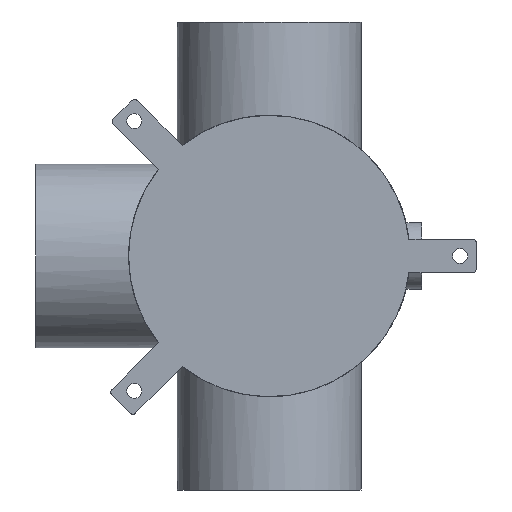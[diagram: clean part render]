
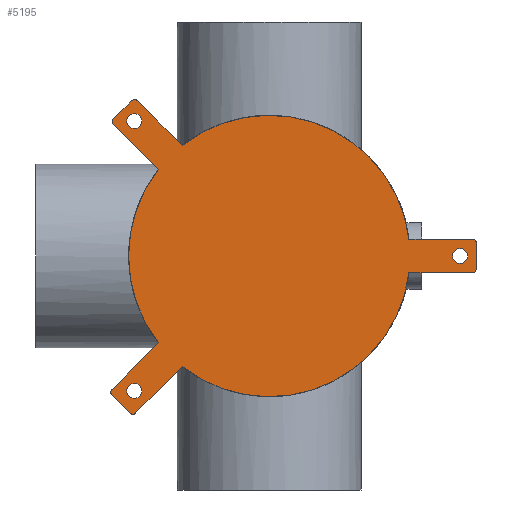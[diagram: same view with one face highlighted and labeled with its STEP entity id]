
A CAD part, front view. The second image highlights one B-rep face of the part: STEP entity #5195.
In plain terms, the highlighted planar face has unit normal (0, -1, 0).
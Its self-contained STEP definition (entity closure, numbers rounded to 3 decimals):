
#299=LINE('',#14014,#603);
#303=LINE('',#14026,#607);
#307=LINE('',#14036,#611);
#308=LINE('',#14039,#612);
#311=LINE('',#14047,#615);
#314=LINE('',#14054,#618);
#315=LINE('',#14057,#619);
#318=LINE('',#14065,#622);
#321=LINE('',#14072,#625);
#603=VECTOR('',#6415,39.294);
#607=VECTOR('',#6427,15.188);
#611=VECTOR('',#6439,39.323);
#612=VECTOR('',#6442,38.148);
#615=VECTOR('',#6451,15.209);
#618=VECTOR('',#6460,37.927);
#619=VECTOR('',#6463,38.148);
#622=VECTOR('',#6472,15.209);
#625=VECTOR('',#6481,37.927);
#1158=PLANE('',#5534);
#1230=FACE_BOUND('',#1897,.T.);
#1231=FACE_BOUND('',#1898,.T.);
#1232=FACE_BOUND('',#1899,.T.);
#1528=FACE_OUTER_BOUND('',#1896,.T.);
#1896=EDGE_LOOP('',(#4725,#4726,#4727,#4728,#4729,#4730,#4731,#4732,#4733,
#4734,#4735,#4736,#4737,#4738,#4739,#4740,#4741,#4742));
#1897=EDGE_LOOP('',(#4743));
#1898=EDGE_LOOP('',(#4744));
#1899=EDGE_LOOP('',(#4745));
#2039=CIRCLE('',#5414,84.15);
#2041=CIRCLE('',#5416,84.15);
#2043=CIRCLE('',#5418,84.15);
#2079=CIRCLE('',#5505,4.5);
#2080=CIRCLE('',#5507,4.5);
#2082=CIRCLE('',#5510,4.5);
#2084=CIRCLE('',#5514,2.5);
#2086=CIRCLE('',#5518,2.5);
#2087=CIRCLE('',#5522,2.277);
#2088=CIRCLE('',#5525,2.5);
#2089=CIRCLE('',#5529,2.277);
#2090=CIRCLE('',#5532,2.5);
#2487=VERTEX_POINT('',#13264);
#2488=VERTEX_POINT('',#13266);
#2491=VERTEX_POINT('',#13272);
#2492=VERTEX_POINT('',#13274);
#2495=VERTEX_POINT('',#13280);
#2496=VERTEX_POINT('',#13282);
#2562=VERTEX_POINT('',#14000);
#2563=VERTEX_POINT('',#14003);
#2565=VERTEX_POINT('',#14008);
#2567=VERTEX_POINT('',#14013);
#2569=VERTEX_POINT('',#14019);
#2571=VERTEX_POINT('',#14025);
#2573=VERTEX_POINT('',#14031);
#2574=VERTEX_POINT('',#14038);
#2575=VERTEX_POINT('',#14042);
#2576=VERTEX_POINT('',#14046);
#2577=VERTEX_POINT('',#14050);
#2578=VERTEX_POINT('',#14056);
#2579=VERTEX_POINT('',#14060);
#2580=VERTEX_POINT('',#14064);
#2581=VERTEX_POINT('',#14068);
#3190=EDGE_CURVE('',#2488,#2487,#2039,.T.);
#3194=EDGE_CURVE('',#2492,#2491,#2041,.T.);
#3198=EDGE_CURVE('',#2496,#2495,#2043,.T.);
#3279=EDGE_CURVE('',#2562,#2562,#2079,.T.);
#3280=EDGE_CURVE('',#2563,#2563,#2080,.T.);
#3282=EDGE_CURVE('',#2565,#2565,#2082,.T.);
#3284=EDGE_CURVE('',#2567,#2488,#299,.T.);
#3287=EDGE_CURVE('',#2569,#2567,#2084,.T.);
#3290=EDGE_CURVE('',#2571,#2569,#303,.T.);
#3293=EDGE_CURVE('',#2573,#2571,#2086,.T.);
#3296=EDGE_CURVE('',#2491,#2573,#307,.T.);
#3297=EDGE_CURVE('',#2574,#2492,#308,.T.);
#3299=EDGE_CURVE('',#2575,#2574,#2087,.T.);
#3301=EDGE_CURVE('',#2576,#2575,#311,.T.);
#3303=EDGE_CURVE('',#2577,#2576,#2088,.T.);
#3305=EDGE_CURVE('',#2495,#2577,#314,.T.);
#3306=EDGE_CURVE('',#2578,#2496,#315,.T.);
#3308=EDGE_CURVE('',#2579,#2578,#2089,.T.);
#3310=EDGE_CURVE('',#2580,#2579,#318,.T.);
#3312=EDGE_CURVE('',#2581,#2580,#2090,.T.);
#3314=EDGE_CURVE('',#2487,#2581,#321,.T.);
#4725=ORIENTED_EDGE('',*,*,#3314,.T.);
#4726=ORIENTED_EDGE('',*,*,#3312,.T.);
#4727=ORIENTED_EDGE('',*,*,#3310,.T.);
#4728=ORIENTED_EDGE('',*,*,#3308,.T.);
#4729=ORIENTED_EDGE('',*,*,#3306,.T.);
#4730=ORIENTED_EDGE('',*,*,#3198,.T.);
#4731=ORIENTED_EDGE('',*,*,#3305,.T.);
#4732=ORIENTED_EDGE('',*,*,#3303,.T.);
#4733=ORIENTED_EDGE('',*,*,#3301,.T.);
#4734=ORIENTED_EDGE('',*,*,#3299,.T.);
#4735=ORIENTED_EDGE('',*,*,#3297,.T.);
#4736=ORIENTED_EDGE('',*,*,#3194,.T.);
#4737=ORIENTED_EDGE('',*,*,#3296,.T.);
#4738=ORIENTED_EDGE('',*,*,#3293,.T.);
#4739=ORIENTED_EDGE('',*,*,#3290,.T.);
#4740=ORIENTED_EDGE('',*,*,#3287,.T.);
#4741=ORIENTED_EDGE('',*,*,#3284,.T.);
#4742=ORIENTED_EDGE('',*,*,#3190,.T.);
#4743=ORIENTED_EDGE('',*,*,#3279,.T.);
#4744=ORIENTED_EDGE('',*,*,#3280,.T.);
#4745=ORIENTED_EDGE('',*,*,#3282,.T.);
#5195=ADVANCED_FACE('',(#1528,#1230,#1231,#1232),#1158,.T.);
#5414=AXIS2_PLACEMENT_3D('',#13267,#6177,#6178);
#5416=AXIS2_PLACEMENT_3D('',#13275,#6183,#6184);
#5418=AXIS2_PLACEMENT_3D('',#13283,#6189,#6190);
#5505=AXIS2_PLACEMENT_3D('',#14001,#6400,#6401);
#5507=AXIS2_PLACEMENT_3D('',#14004,#6404,#6405);
#5510=AXIS2_PLACEMENT_3D('',#14009,#6410,#6411);
#5514=AXIS2_PLACEMENT_3D('',#14020,#6421,#6422);
#5518=AXIS2_PLACEMENT_3D('',#14032,#6433,#6434);
#5522=AXIS2_PLACEMENT_3D('',#14043,#6446,#6447);
#5525=AXIS2_PLACEMENT_3D('',#14051,#6455,#6456);
#5529=AXIS2_PLACEMENT_3D('',#14061,#6467,#6468);
#5532=AXIS2_PLACEMENT_3D('',#14069,#6476,#6477);
#5534=AXIS2_PLACEMENT_3D('',#14073,#6482,#6483);
#6177=DIRECTION('center_axis',(0.,-1.,0.));
#6178=DIRECTION('ref_axis',(-0.618,0.,-0.786));
#6183=DIRECTION('center_axis',(0.,-1.,0.));
#6184=DIRECTION('ref_axis',(-0.788,0.,0.616));
#6189=DIRECTION('center_axis',(0.,-1.,0.));
#6190=DIRECTION('ref_axis',(0.993,0.,0.119));
#6400=DIRECTION('center_axis',(0.,1.,0.));
#6401=DIRECTION('ref_axis',(-1.,0.,0.));
#6404=DIRECTION('center_axis',(0.,1.,0.));
#6405=DIRECTION('ref_axis',(-1.,0.,0.));
#6410=DIRECTION('center_axis',(0.,1.,0.));
#6411=DIRECTION('ref_axis',(-1.,0.,0.));
#6415=DIRECTION('',(0.707,0.,0.707));
#6421=DIRECTION('center_axis',(0.,-1.,0.));
#6422=DIRECTION('ref_axis',(-0.707,0.,-0.707));
#6427=DIRECTION('',(0.707,0.,-0.707));
#6433=DIRECTION('center_axis',(0.,-1.,0.));
#6434=DIRECTION('ref_axis',(-0.709,0.,0.705));
#6439=DIRECTION('',(-0.707,0.,-0.707));
#6442=DIRECTION('',(0.707,0.,-0.707));
#6446=DIRECTION('center_axis',(0.,-1.,0.));
#6447=DIRECTION('ref_axis',(-0.707,0.,0.707));
#6451=DIRECTION('',(-0.707,0.,-0.707));
#6455=DIRECTION('center_axis',(0.,-1.,0.));
#6456=DIRECTION('ref_axis',(0.702,0.,0.712));
#6460=DIRECTION('',(-0.707,0.,0.707));
#6463=DIRECTION('',(-1.,0.,0.));
#6467=DIRECTION('center_axis',(0.,-1.,0.));
#6468=DIRECTION('ref_axis',(1.,0.,0.));
#6472=DIRECTION('',(0.,0.,1.));
#6476=DIRECTION('center_axis',(0.,-1.,0.));
#6477=DIRECTION('ref_axis',(0.,0.,-1.));
#6481=DIRECTION('',(1.,0.,0.));
#6482=DIRECTION('center_axis',(0.,-1.,0.));
#6483=DIRECTION('ref_axis',(0.,0.,-1.));
#13264=CARTESIAN_POINT('',(83.555,-3.,-9.989));
#13266=CARTESIAN_POINT('',(-52.019,-3.,-66.146));
#13267=CARTESIAN_POINT('Origin',(0.,-3.,0.));
#13272=CARTESIAN_POINT('',(-66.272,-3.,-51.858));
#13274=CARTESIAN_POINT('',(-66.272,-3.,51.858));
#13275=CARTESIAN_POINT('Origin',(0.,-3.,0.));
#13280=CARTESIAN_POINT('',(-52.019,-3.,66.146));
#13282=CARTESIAN_POINT('',(83.554,-3.,9.997));
#13283=CARTESIAN_POINT('Origin',(0.,-3.,0.));
#14000=CARTESIAN_POINT('',(-76.227,-3.,80.706));
#14001=CARTESIAN_POINT('Origin',(-80.727,-3.,80.706));
#14003=CARTESIAN_POINT('',(-76.227,-3.,-80.706));
#14004=CARTESIAN_POINT('Origin',(-80.727,-3.,-80.706));
#14008=CARTESIAN_POINT('',(118.65,-3.,0.015));
#14009=CARTESIAN_POINT('Origin',(114.15,-3.,0.015));
#14013=CARTESIAN_POINT('',(-79.808,-3.,-93.927));
#14014=CARTESIAN_POINT('',(-79.808,-3.,-93.927));
#14019=CARTESIAN_POINT('',(-83.344,-3.,-93.927));
#14020=CARTESIAN_POINT('Origin',(-81.576,-3.,-92.159));
#14025=CARTESIAN_POINT('',(-94.082,-3.,-83.185));
#14026=CARTESIAN_POINT('',(-94.082,-3.,-83.185));
#14031=CARTESIAN_POINT('',(-94.081,-3.,-79.66));
#14032=CARTESIAN_POINT('Origin',(-92.309,-3.,-81.423));
#14036=CARTESIAN_POINT('',(-66.272,-3.,-51.858));
#14038=CARTESIAN_POINT('',(-93.251,-3.,78.829));
#14039=CARTESIAN_POINT('',(-93.251,-3.,78.829));
#14042=CARTESIAN_POINT('',(-93.251,-3.,82.049));
#14043=CARTESIAN_POINT('Origin',(-91.641,-3.,80.439));
#14046=CARTESIAN_POINT('',(-82.498,-3.,92.805));
#14047=CARTESIAN_POINT('',(-82.498,-3.,92.805));
#14050=CARTESIAN_POINT('',(-78.841,-3.,92.96));
#14051=CARTESIAN_POINT('Origin',(-80.597,-3.,91.181));
#14054=CARTESIAN_POINT('',(-52.019,-3.,66.146));
#14056=CARTESIAN_POINT('',(121.702,-3.,10.002));
#14057=CARTESIAN_POINT('',(121.702,-3.,10.002));
#14060=CARTESIAN_POINT('',(123.979,-3.,7.726));
#14061=CARTESIAN_POINT('Origin',(121.703,-3.,7.725));
#14064=CARTESIAN_POINT('',(123.981,-3.,-7.484));
#14065=CARTESIAN_POINT('',(123.981,-3.,-7.484));
#14068=CARTESIAN_POINT('',(121.482,-3.,-9.984));
#14069=CARTESIAN_POINT('Origin',(121.481,-3.,-7.484));
#14072=CARTESIAN_POINT('',(83.555,-3.,-9.989));
#14073=CARTESIAN_POINT('Origin',(-6.273,-3.,-0.384));
